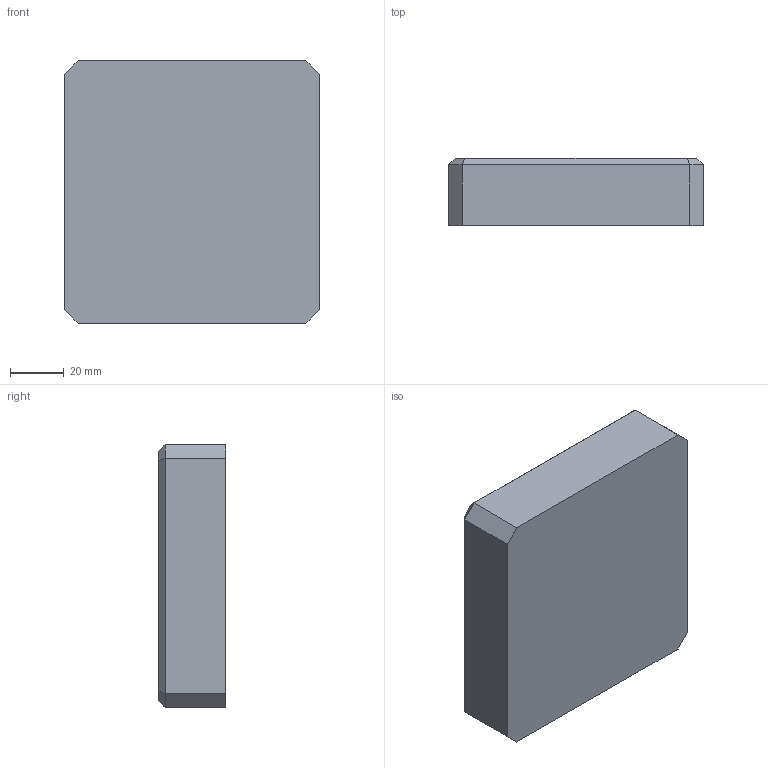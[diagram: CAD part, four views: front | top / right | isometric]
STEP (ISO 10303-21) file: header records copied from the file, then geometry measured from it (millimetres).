
FILE_DESCRIPTION(/* description */ (''),/* implementation_level */ '2;1');
FILE_NAME(/* name */ 'Machinable Reservoir Holding Block v1.step',/* time_stamp */ '2024-01-17T16:43:18-05:00',/* author */ (''),/* organization */ (''),/* preprocessor_version */ 'ST-DEVELOPER v20',/* originating_system */ 'Autodesk Translation Framework v12.14.0.127',/* authorisation */ '');
FILE_SCHEMA (('AUTOMOTIVE_DESIGN { 1 0 10303 214 3 1 1 }'));
Length unit declared in the file: millimetre
Products named in the file (1): Machinable Reservoir Holding Block
Bounding box: 94.4 x 25 x 97.2 mm (x, y, z)
Volume: 186910.9 mm3; surface area: 43689.1 mm2
Topology: 1 solids, 1 shells, 148 faces, 370 edges, 244 vertices
Faces by surface type: plane 110, cylinder 38
Full cylindrical faces by diameter (mm): 6.2 x8, 11.5 x6
Entity records: 4419 total; most frequent: CARTESIAN_POINT 763, DIRECTION 744, ORIENTED_EDGE 740, EDGE_CURVE 370, LINE 294, VECTOR 294, VERTEX_POINT 244, AXIS2_PLACEMENT_3D 225
